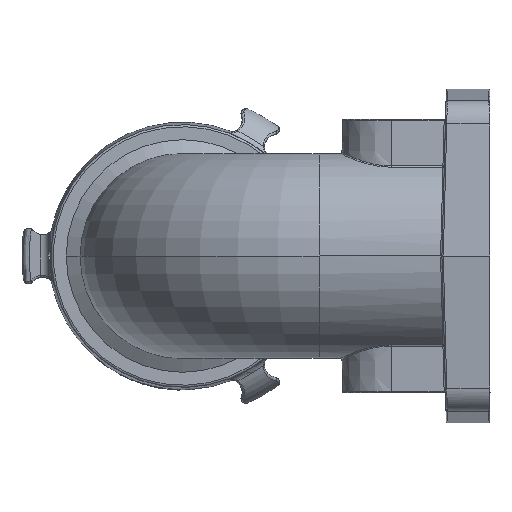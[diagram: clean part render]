
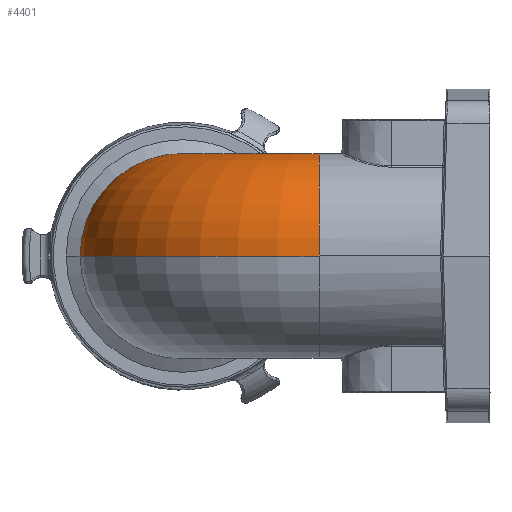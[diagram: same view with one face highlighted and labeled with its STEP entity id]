
A CAD part, left-side view. The second image highlights one B-rep face of the part: STEP entity #4401.
In plain terms, the highlighted toroidal (fillet/blend) face has major radius 50.8 mm and minor radius 38.1 mm.
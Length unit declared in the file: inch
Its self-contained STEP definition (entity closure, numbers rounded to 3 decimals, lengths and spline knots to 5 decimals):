
#1502=CARTESIAN_POINT('',(0.,2.563,0.));
#1503=DIRECTION('',(0.,1.,0.));
#1504=DIRECTION('',(-1.,0.,0.));
#1505=AXIS2_PLACEMENT_3D('',#1502,#1503,#1504);
#1507=CARTESIAN_POINT('',(2.,2.563,0.));
#1508=DIRECTION('',(0.,0.,-1.));
#1509=DIRECTION('',(-1.,0.,0.));
#1510=AXIS2_PLACEMENT_3D('',#1507,#1508,#1509);
#1517=CARTESIAN_POINT('',(2.,2.563,0.));
#1518=DIRECTION('',(0.,0.,-1.));
#1519=DIRECTION('',(-1.,0.,0.));
#1520=AXIS2_PLACEMENT_3D('',#1517,#1518,#1519);
#1607=CARTESIAN_POINT('',(2.,4.563,0.));
#1608=DIRECTION('',(1.,0.,0.));
#1609=DIRECTION('',(0.,1.,0.));
#1610=AXIS2_PLACEMENT_3D('',#1607,#1608,#1609);
#2043=CARTESIAN_POINT('',(-1.5,2.563,0.));
#2044=CARTESIAN_POINT('',(1.5,2.563,0.));
#2045=VERTEX_POINT('',#2043);
#2046=VERTEX_POINT('',#2044);
#2051=CARTESIAN_POINT('',(2.,6.063,0.));
#2052=CARTESIAN_POINT('',(2.,3.063,0.));
#2053=VERTEX_POINT('',#2051);
#2054=VERTEX_POINT('',#2052);
#4387=CARTESIAN_POINT('',(2.,2.563,0.));
#4388=DIRECTION('',(0.,0.,-1.));
#4389=DIRECTION('',(1.,0.,0.));
#4390=AXIS2_PLACEMENT_3D('',#4387,#4388,#4389);
#4391=TOROIDAL_SURFACE('',#4390,2.,1.5);
#4392=ORIENTED_EDGE('',*,*,#3703,.F.);
#4394=ORIENTED_EDGE('',*,*,#4393,.T.);
#4396=ORIENTED_EDGE('',*,*,#4395,.T.);
#4398=ORIENTED_EDGE('',*,*,#4397,.F.);
#4399=EDGE_LOOP('',(#4392,#4394,#4396,#4398));
#4400=FACE_OUTER_BOUND('',#4399,.F.);
#4401=ADVANCED_FACE('',(#4400),#4391,.T.);
#1506=CIRCLE('',#1505,1.5);
#1511=CIRCLE('',#1510,3.5);
#1521=CIRCLE('',#1520,0.5);
#1611=CIRCLE('',#1610,1.5);
#3703=EDGE_CURVE('',#2045,#2046,#1506,.T.);
#4393=EDGE_CURVE('',#2045,#2053,#1511,.T.);
#4395=EDGE_CURVE('',#2053,#2054,#1611,.T.);
#4397=EDGE_CURVE('',#2046,#2054,#1521,.T.);
